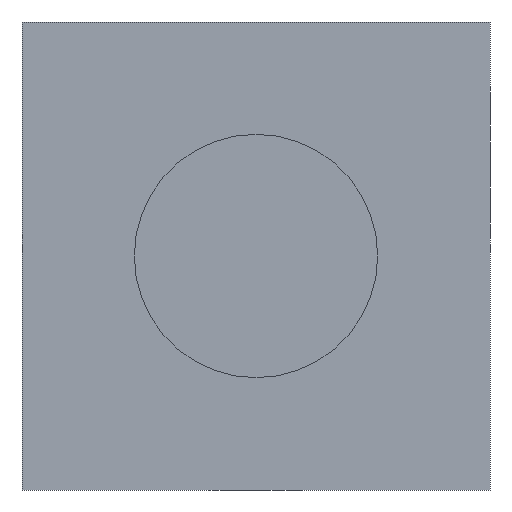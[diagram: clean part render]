
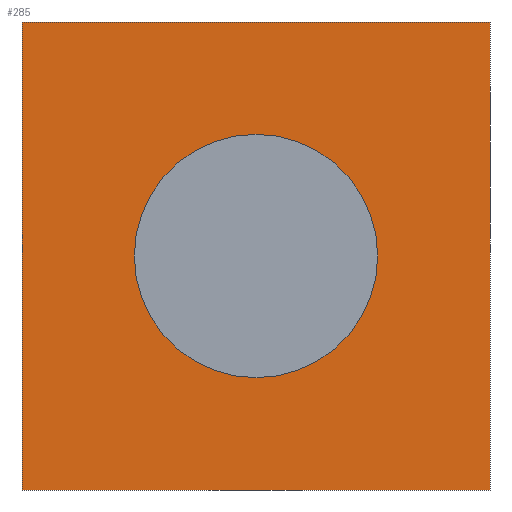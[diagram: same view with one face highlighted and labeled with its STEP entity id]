
A CAD part, front view. The second image highlights one B-rep face of the part: STEP entity #285.
In plain terms, the highlighted planar face has unit normal (0, -1, 0).
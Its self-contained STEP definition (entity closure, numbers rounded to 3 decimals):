
#17=FACE_BOUND('',#70,.T.);
#26=PLANE('',#341);
#49=FACE_OUTER_BOUND('',#69,.T.);
#69=EDGE_LOOP('',(#245,#246,#247,#248));
#70=EDGE_LOOP('',(#249));
#90=LINE('',#494,#111);
#92=LINE('',#500,#113);
#95=LINE('',#505,#116);
#96=LINE('',#506,#117);
#111=VECTOR('',#415,5.);
#113=VECTOR('',#419,5.);
#116=VECTOR('',#424,5.);
#117=VECTOR('',#425,5.);
#121=CIRCLE('',#314,1.3);
#136=VERTEX_POINT('',#438);
#150=VERTEX_POINT('',#487);
#153=VERTEX_POINT('',#492);
#155=VERTEX_POINT('',#497);
#156=VERTEX_POINT('',#499);
#160=EDGE_CURVE('',#136,#136,#121,.T.);
#185=EDGE_CURVE('',#153,#150,#90,.T.);
#187=EDGE_CURVE('',#155,#156,#92,.T.);
#190=EDGE_CURVE('',#153,#156,#95,.T.);
#191=EDGE_CURVE('',#150,#155,#96,.T.);
#245=ORIENTED_EDGE('',*,*,#190,.T.);
#246=ORIENTED_EDGE('',*,*,#187,.F.);
#247=ORIENTED_EDGE('',*,*,#191,.F.);
#248=ORIENTED_EDGE('',*,*,#185,.F.);
#249=ORIENTED_EDGE('',*,*,#160,.T.);
#285=ADVANCED_FACE('',(#49,#17),#26,.F.);
#314=AXIS2_PLACEMENT_3D('',#440,#352,#353);
#341=AXIS2_PLACEMENT_3D('',#504,#422,#423);
#352=DIRECTION('center_axis',(0.,1.,0.));
#353=DIRECTION('ref_axis',(1.,0.,0.));
#415=DIRECTION('',(1.,0.,0.));
#419=DIRECTION('',(-1.,0.,0.));
#422=DIRECTION('center_axis',(0.,1.,0.));
#423=DIRECTION('ref_axis',(0.,0.,1.));
#424=DIRECTION('',(0.,0.,-1.));
#425=DIRECTION('',(0.,0.,-1.));
#438=CARTESIAN_POINT('',(-1.3,-25.,0.));
#440=CARTESIAN_POINT('Origin',(0.,-25.,0.));
#487=CARTESIAN_POINT('',(2.5,-25.,2.5));
#492=CARTESIAN_POINT('',(-2.5,-25.,2.5));
#494=CARTESIAN_POINT('',(0.,-25.,2.5));
#497=CARTESIAN_POINT('',(2.5,-25.,-2.5));
#499=CARTESIAN_POINT('',(-2.5,-25.,-2.5));
#500=CARTESIAN_POINT('',(0.,-25.,-2.5));
#504=CARTESIAN_POINT('Origin',(0.,-25.,0.));
#505=CARTESIAN_POINT('',(-2.5,-25.,0.));
#506=CARTESIAN_POINT('',(2.5,-25.,0.));
